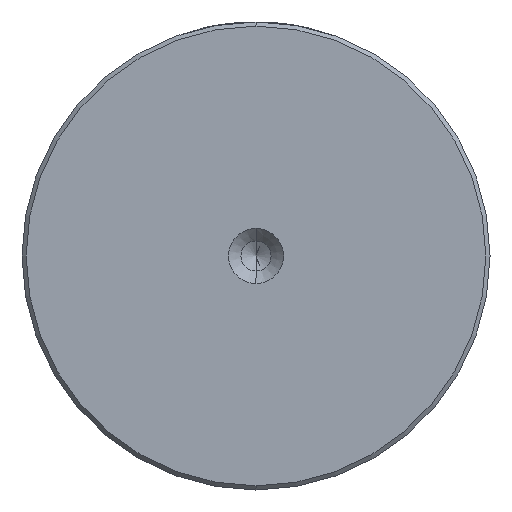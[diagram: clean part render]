
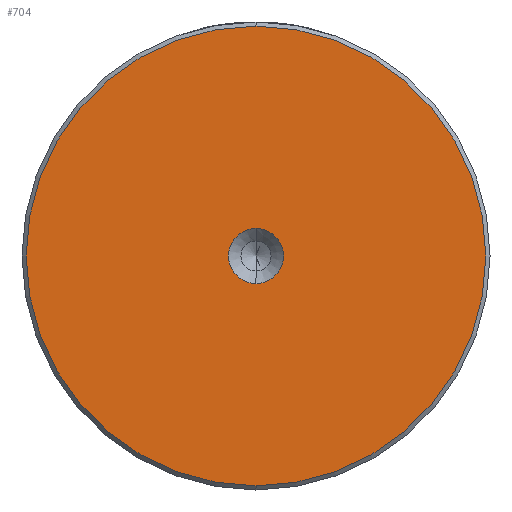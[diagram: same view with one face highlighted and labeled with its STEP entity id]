
A CAD part, left-side view. The second image highlights one B-rep face of the part: STEP entity #704.
In plain terms, the highlighted planar face has unit normal (-1, 0, 0).
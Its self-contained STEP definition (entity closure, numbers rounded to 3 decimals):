
#17 = ORIENTED_EDGE ( 'NONE', *, *, #1019, .F. ) ;
#28 = AXIS2_PLACEMENT_3D ( 'NONE', #2333, #911, #2573 ) ;
#144 = VERTEX_POINT ( 'NONE', #525 ) ;
#180 = DIRECTION ( 'NONE',  ( 0., 0., 1. ) ) ;
#191 = CARTESIAN_POINT ( 'NONE',  ( 0., 0., -3.3 ) ) ;
#320 = EDGE_LOOP ( 'NONE', ( #2361, #1683 ) ) ;
#365 = DIRECTION ( 'NONE',  ( 0., 0., 1. ) ) ;
#380 = DIRECTION ( 'NONE',  ( -1., 0., 0. ) ) ;
#525 = CARTESIAN_POINT ( 'NONE',  ( 0., 0., -27.5 ) ) ;
#704 = ADVANCED_FACE ( 'NONE', ( #1871, #1334 ), #884, .T. ) ;
#884 = PLANE ( 'NONE',  #1346 ) ;
#911 = DIRECTION ( 'NONE',  ( -1., 0., 0. ) ) ;
#1019 = EDGE_CURVE ( 'NONE', #2224, #1539, #1287, .T. ) ;
#1139 = DIRECTION ( 'NONE',  ( 0., 0., 1. ) ) ;
#1255 = CARTESIAN_POINT ( 'NONE',  ( 0., 0., 3.3 ) ) ;
#1287 = CIRCLE ( 'NONE', #1430, 3.3 ) ;
#1334 = FACE_BOUND ( 'NONE', #3015, .T. ) ;
#1346 = AXIS2_PLACEMENT_3D ( 'NONE', #1371, #2557, #1139 ) ;
#1371 = CARTESIAN_POINT ( 'NONE',  ( 0., 0., 0. ) ) ;
#1415 = EDGE_CURVE ( 'NONE', #1539, #2224, #2196, .T. ) ;
#1423 = CIRCLE ( 'NONE', #28, 27.5 ) ;
#1430 = AXIS2_PLACEMENT_3D ( 'NONE', #2972, #1846, #365 ) ;
#1524 = CARTESIAN_POINT ( 'NONE',  ( 0., 0., 27.5 ) ) ;
#1539 = VERTEX_POINT ( 'NONE', #191 ) ;
#1562 = EDGE_CURVE ( 'NONE', #2303, #144, #1423, .T. ) ;
#1597 = DIRECTION ( 'NONE',  ( -1., 0., 0. ) ) ;
#1683 = ORIENTED_EDGE ( 'NONE', *, *, #1562, .T. ) ;
#1733 = AXIS2_PLACEMENT_3D ( 'NONE', #2991, #1597, #180 ) ;
#1802 = CARTESIAN_POINT ( 'NONE',  ( 0., 0., 0. ) ) ;
#1846 = DIRECTION ( 'NONE',  ( -1., 0., 0. ) ) ;
#1871 = FACE_OUTER_BOUND ( 'NONE', #320, .T. ) ;
#2040 = DIRECTION ( 'NONE',  ( 0., 0., 1. ) ) ;
#2196 = CIRCLE ( 'NONE', #2325, 3.3 ) ;
#2224 = VERTEX_POINT ( 'NONE', #1255 ) ;
#2303 = VERTEX_POINT ( 'NONE', #1524 ) ;
#2325 = AXIS2_PLACEMENT_3D ( 'NONE', #1802, #380, #2040 ) ;
#2333 = CARTESIAN_POINT ( 'NONE',  ( 0., 0., 0. ) ) ;
#2361 = ORIENTED_EDGE ( 'NONE', *, *, #2659, .T. ) ;
#2367 = CIRCLE ( 'NONE', #1733, 27.5 ) ;
#2557 = DIRECTION ( 'NONE',  ( -1., 0., 0. ) ) ;
#2573 = DIRECTION ( 'NONE',  ( 0., 0., 1. ) ) ;
#2659 = EDGE_CURVE ( 'NONE', #144, #2303, #2367, .T. ) ;
#2972 = CARTESIAN_POINT ( 'NONE',  ( 0., 0., 0. ) ) ;
#2982 = ORIENTED_EDGE ( 'NONE', *, *, #1415, .F. ) ;
#2991 = CARTESIAN_POINT ( 'NONE',  ( 0., 0., 0. ) ) ;
#3015 = EDGE_LOOP ( 'NONE', ( #17, #2982 ) ) ;
